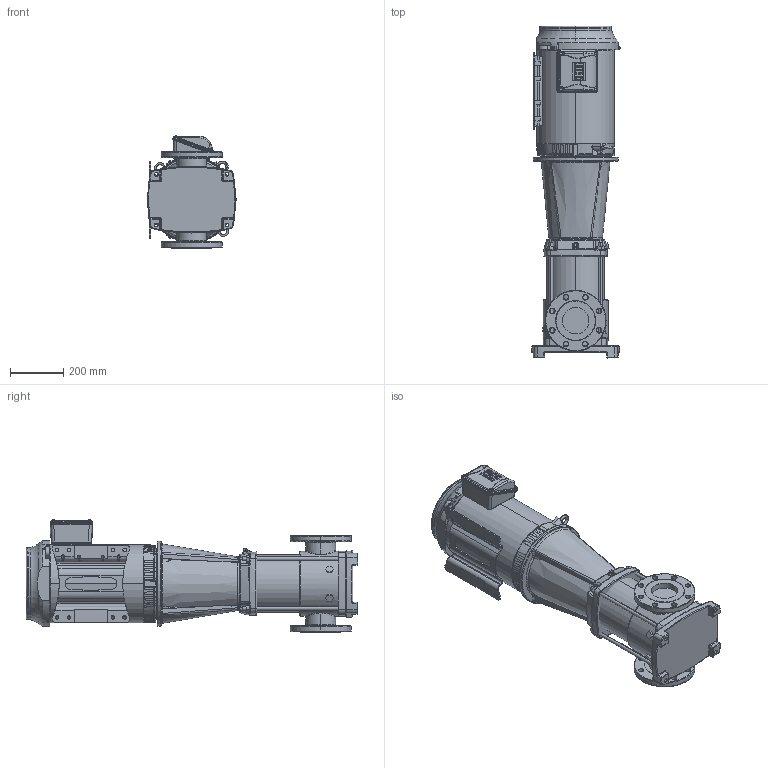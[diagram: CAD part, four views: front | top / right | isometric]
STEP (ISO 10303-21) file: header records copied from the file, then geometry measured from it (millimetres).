
FILE_DESCRIPTION (( 'STEP AP203' ), '1' );
FILE_NAME ('3350135 - MVI-320-2_1-20 HP-254TC-304-E-575~3.step', '2022-03-31T15:35:09', ( '' ), ( '' ), 'SwSTEP 2.0', 'SolidWorks 2021', '' );
FILE_SCHEMA (( 'CONFIG_CONTROL_DESIGN' ));
Length unit declared in the file: inch
Products named in the file (5): 2700103 - NEMA V2 20 HP 254_6TC 575~3 TEFC; 3350135 - MVI-320-2_1-20 HP-254TC-304-E-575~3; MVI PEO - [304-EPDM]_3304135 - MVI-320-2_1-20 HP-254TC-304-E-S; SBI(N)64-2-1; TEFC MOTOR_2700103 - NEMA V2 20 HP 254_6TC 575~3 TEFC W
Assembly tree (4 placements, depth 3):
  3350135 - MVI-320-2_1-20 HP-254TC-304-E-575~3
    MVI PEO - [304-EPDM]_3304135 - MVI-320-2_1-20 HP-254TC-304-E-S
      SBI(N)64-2-1
    TEFC MOTOR_2700103 - NEMA V2 20 HP 254_6TC 575~3 TEFC W
      2700103 - NEMA V2 20 HP 254_6TC 575~3 TEFC
Bounding box: 332.13 x 1248.5 x 422.49 mm (x, y, z)
Volume: 72011209 mm3; surface area: 2796641.6 mm2
Topology: 27 solids, 54 shells, 5946 faces, 15654 edges, 10272 vertices
Faces by surface type: plane 2955, cylinder 2245, bspline 381, cone 245, torus 117, sphere 3
Entity records: 222112 total; most frequent: CARTESIAN_POINT 75163, ORIENTED_EDGE 31226, DIRECTION 29926, EDGE_CURVE 15613, AXIS2_PLACEMENT_3D 10547, VERTEX_POINT 10272, LINE 8832, VECTOR 8832
